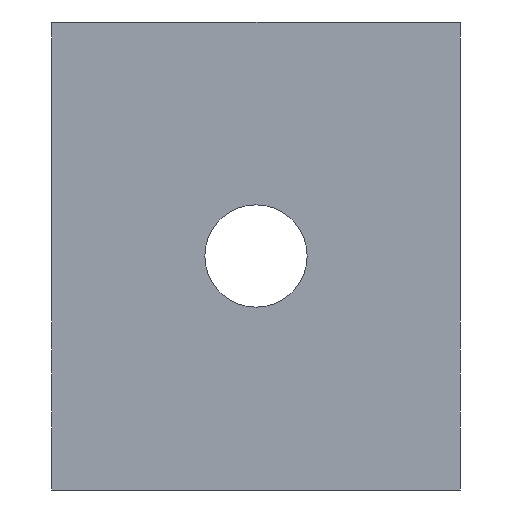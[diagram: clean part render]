
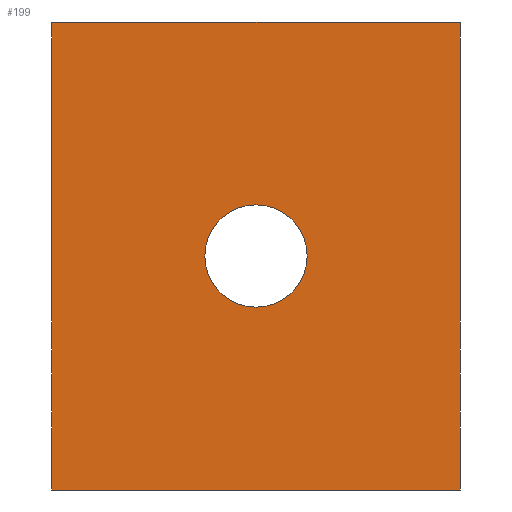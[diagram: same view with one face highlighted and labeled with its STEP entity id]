
A CAD part, front view. The second image highlights one B-rep face of the part: STEP entity #199.
In plain terms, the highlighted planar face has unit normal (0, -1, 0).
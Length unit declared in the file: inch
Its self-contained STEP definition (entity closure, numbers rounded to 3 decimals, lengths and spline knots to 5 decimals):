
#20=PLANE('',#225);
#26=LINE('',#307,#41);
#28=LINE('',#315,#43);
#29=LINE('',#317,#44);
#30=LINE('',#319,#45);
#41=VECTOR('',#249,39.37008);
#43=VECTOR('',#257,39.37008);
#44=VECTOR('',#258,39.37008);
#45=VECTOR('',#259,39.37008);
#60=ORIENTED_EDGE('',*,*,#110,.T.);
#61=ORIENTED_EDGE('',*,*,#111,.T.);
#62=ORIENTED_EDGE('',*,*,#112,.F.);
#63=ORIENTED_EDGE('',*,*,#113,.F.);
#64=ORIENTED_EDGE('',*,*,#107,.T.);
#107=EDGE_CURVE('',#133,#132,#26,.T.);
#110=EDGE_CURVE('',#135,#135,#151,.T.);
#111=EDGE_CURVE('',#132,#136,#28,.T.);
#112=EDGE_CURVE('',#137,#136,#29,.T.);
#113=EDGE_CURVE('',#133,#137,#30,.T.);
#132=VERTEX_POINT('',#306);
#133=VERTEX_POINT('',#308);
#135=VERTEX_POINT('',#314);
#136=VERTEX_POINT('',#316);
#137=VERTEX_POINT('',#318);
#151=CIRCLE('',#226,0.164);
#160=EDGE_LOOP('',(#60));
#161=EDGE_LOOP('',(#61,#62,#63,#64));
#177=FACE_BOUND('',#160,.T.);
#178=FACE_BOUND('',#161,.T.);
#199=ADVANCED_FACE('',(#177,#178),#20,.F.);
#225=AXIS2_PLACEMENT_3D('',#312,#253,#254);
#226=AXIS2_PLACEMENT_3D('',#313,#255,#256);
#249=DIRECTION('',(-1.,0.,0.));
#253=DIRECTION('',(0.,1.,0.));
#254=DIRECTION('',(0.,0.,1.));
#255=DIRECTION('',(0.,1.,0.));
#256=DIRECTION('',(1.,0.,0.));
#257=DIRECTION('',(0.,0.,-1.));
#258=DIRECTION('',(-1.,0.,0.));
#259=DIRECTION('',(0.,0.,-1.));
#306=CARTESIAN_POINT('',(-0.655,0.,1.5));
#307=CARTESIAN_POINT('',(0.655,0.,1.5));
#308=CARTESIAN_POINT('',(0.655,0.,1.5));
#312=CARTESIAN_POINT('',(0.655,0.,1.5));
#313=CARTESIAN_POINT('',(0.,0.,0.75));
#314=CARTESIAN_POINT('',(0.164,0.,0.75));
#315=CARTESIAN_POINT('',(-0.655,0.,1.5));
#316=CARTESIAN_POINT('',(-0.655,0.,0.));
#317=CARTESIAN_POINT('',(0.655,0.,0.));
#318=CARTESIAN_POINT('',(0.655,0.,0.));
#319=CARTESIAN_POINT('',(0.655,0.,1.5));
